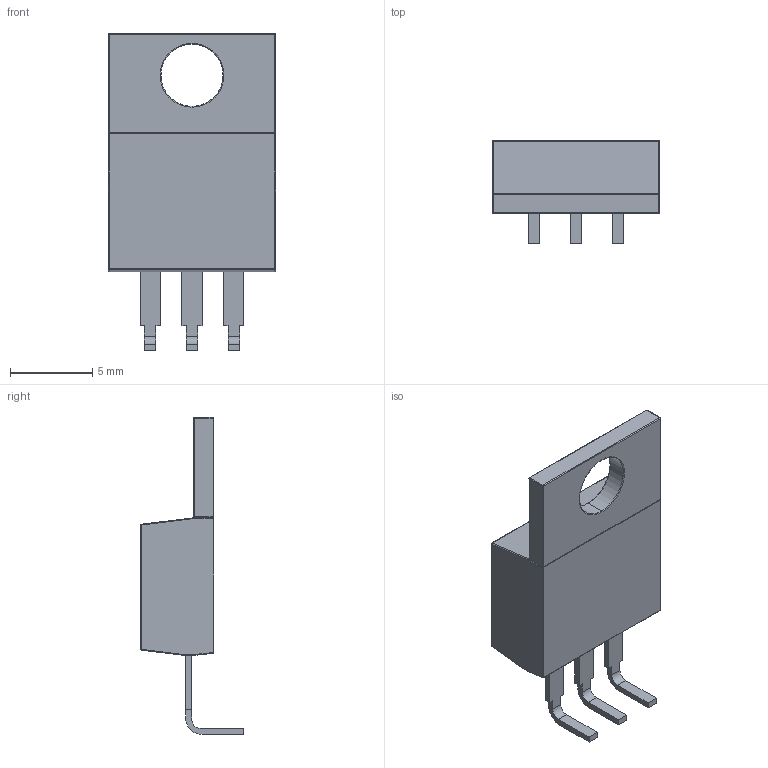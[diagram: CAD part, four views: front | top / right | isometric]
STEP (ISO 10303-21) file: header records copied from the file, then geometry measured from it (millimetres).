
FILE_DESCRIPTION (( 'STEP AP214' ), '1' );
FILE_NAME ('User Library-to-220.STEP', '2021-11-30T10:21:26', ( '' ), ( '' ), 'SwSTEP 2.0', 'SolidWorks 2021', '' );
FILE_SCHEMA (( 'AUTOMOTIVE_DESIGN' ));
Length unit declared in the file: millimetre
Products named in the file (1): User Library-to-220
Bounding box: 10.16 x 6.24 x 19.28 mm (x, y, z)
Volume: 436.4 mm3; surface area: 536.2 mm2
Topology: 2 solids, 2 shells, 111 faces, 264 edges, 144 vertices
Faces by surface type: plane 52, cylinder 39, sphere 14, torus 6
Entity records: 4282 total; most frequent: DIRECTION 540, CARTESIAN_POINT 530, ORIENTED_EDGE 500, EDGE_CURVE 250, AXIS2_PLACEMENT_3D 186, VECTOR 168, LINE 168, VERTEX_POINT 144
